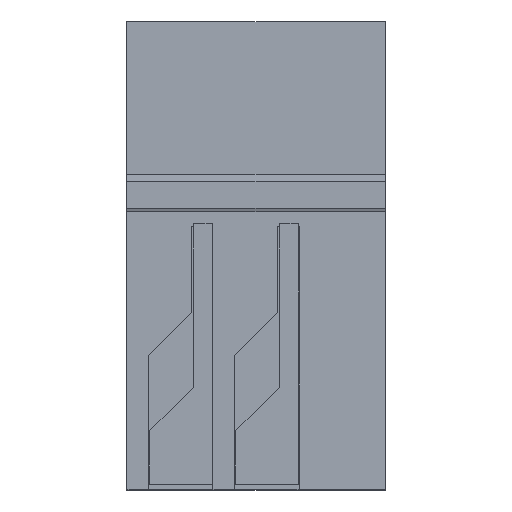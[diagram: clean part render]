
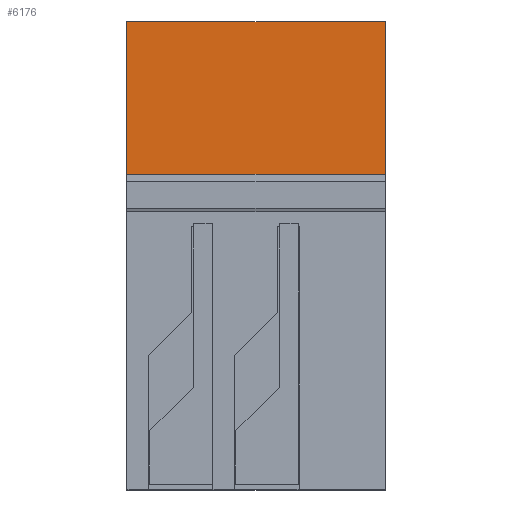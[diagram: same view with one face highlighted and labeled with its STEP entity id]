
A CAD part, top view. The second image highlights one B-rep face of the part: STEP entity #6176.
In plain terms, the highlighted planar face has unit normal (0, 0, 1).
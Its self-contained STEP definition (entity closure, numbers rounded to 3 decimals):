
#4665 = PLANE('',#4666);
#4666 = AXIS2_PLACEMENT_3D('',#4667,#4668,#4669);
#4667 = CARTESIAN_POINT('',(0.,-1.382,
    5.472));
#4668 = DIRECTION('',(1.,0.,0.));
#4669 = DIRECTION('',(0.,0.,1.));
#4721 = PLANE('',#4722);
#4722 = AXIS2_PLACEMENT_3D('',#4723,#4724,#4725);
#4723 = CARTESIAN_POINT('',(7.62,-1.382,5.472));
#4724 = DIRECTION('',(1.,0.,0.));
#4725 = DIRECTION('',(0.,0.,1.));
#5062 = VERTEX_POINT('',#5063);
#5063 = CARTESIAN_POINT('',(0.,5.4,11.));
#5077 = PLANE('',#5078);
#5078 = AXIS2_PLACEMENT_3D('',#5079,#5080,#5081);
#5079 = CARTESIAN_POINT('',(0.,5.4,0.)
  );
#5080 = DIRECTION('',(0.,-1.,0.));
#5081 = DIRECTION('',(0.,0.,1.));
#5089 = EDGE_CURVE('',#5062,#5090,#5092,.T.);
#5090 = VERTEX_POINT('',#5091);
#5091 = CARTESIAN_POINT('',(0.,0.9,11.));
#5092 = SURFACE_CURVE('',#5093,(#5097,#5104),.PCURVE_S1.);
#5093 = LINE('',#5094,#5095);
#5094 = CARTESIAN_POINT('',(0.,5.4,11.));
#5095 = VECTOR('',#5096,1.);
#5096 = DIRECTION('',(0.,-1.,0.));
#5097 = PCURVE('',#4665,#5098);
#5098 = DEFINITIONAL_REPRESENTATION('',(#5099),#5103);
#5099 = LINE('',#5100,#5101);
#5100 = CARTESIAN_POINT('',(5.528,-6.782));
#5101 = VECTOR('',#5102,1.);
#5102 = DIRECTION('',(0.,1.));
#5103 = ( GEOMETRIC_REPRESENTATION_CONTEXT(2) 
PARAMETRIC_REPRESENTATION_CONTEXT() REPRESENTATION_CONTEXT('2D SPACE',''
  ) );
#5104 = PCURVE('',#5105,#5110);
#5105 = PLANE('',#5106);
#5106 = AXIS2_PLACEMENT_3D('',#5107,#5108,#5109);
#5107 = CARTESIAN_POINT('',(0.,5.4,11.));
#5108 = DIRECTION('',(0.,0.,-1.));
#5109 = DIRECTION('',(0.,-1.,0.));
#5110 = DEFINITIONAL_REPRESENTATION('',(#5111),#5115);
#5111 = LINE('',#5112,#5113);
#5112 = CARTESIAN_POINT('',(0.,0.));
#5113 = VECTOR('',#5114,1.);
#5114 = DIRECTION('',(1.,0.));
#5115 = ( GEOMETRIC_REPRESENTATION_CONTEXT(2) 
PARAMETRIC_REPRESENTATION_CONTEXT() REPRESENTATION_CONTEXT('2D SPACE',''
  ) );
#5133 = PLANE('',#5134);
#5134 = AXIS2_PLACEMENT_3D('',#5135,#5136,#5137);
#5135 = CARTESIAN_POINT('',(0.,0.9,11.));
#5136 = DIRECTION('',(0.,-0.894,-0.447));
#5137 = DIRECTION('',(0.,-0.447,0.894));
#5899 = VERTEX_POINT('',#5900);
#5900 = CARTESIAN_POINT('',(7.62,5.4,11.));
#5921 = EDGE_CURVE('',#5899,#5922,#5924,.T.);
#5922 = VERTEX_POINT('',#5923);
#5923 = CARTESIAN_POINT('',(7.62,0.9,11.));
#5924 = SURFACE_CURVE('',#5925,(#5929,#5936),.PCURVE_S1.);
#5925 = LINE('',#5926,#5927);
#5926 = CARTESIAN_POINT('',(7.62,5.4,11.));
#5927 = VECTOR('',#5928,1.);
#5928 = DIRECTION('',(0.,-1.,0.));
#5929 = PCURVE('',#4721,#5930);
#5930 = DEFINITIONAL_REPRESENTATION('',(#5931),#5935);
#5931 = LINE('',#5932,#5933);
#5932 = CARTESIAN_POINT('',(5.528,-6.782));
#5933 = VECTOR('',#5934,1.);
#5934 = DIRECTION('',(0.,1.));
#5935 = ( GEOMETRIC_REPRESENTATION_CONTEXT(2) 
PARAMETRIC_REPRESENTATION_CONTEXT() REPRESENTATION_CONTEXT('2D SPACE',''
  ) );
#5936 = PCURVE('',#5105,#5937);
#5937 = DEFINITIONAL_REPRESENTATION('',(#5938),#5942);
#5938 = LINE('',#5939,#5940);
#5939 = CARTESIAN_POINT('',(0.,-7.62));
#5940 = VECTOR('',#5941,1.);
#5941 = DIRECTION('',(1.,0.));
#5942 = ( GEOMETRIC_REPRESENTATION_CONTEXT(2) 
PARAMETRIC_REPRESENTATION_CONTEXT() REPRESENTATION_CONTEXT('2D SPACE',''
  ) );
#6155 = EDGE_CURVE('',#5062,#5899,#6156,.T.);
#6156 = SURFACE_CURVE('',#6157,(#6161,#6168),.PCURVE_S1.);
#6157 = LINE('',#6158,#6159);
#6158 = CARTESIAN_POINT('',(0.,5.4,11.));
#6159 = VECTOR('',#6160,1.);
#6160 = DIRECTION('',(1.,0.,0.));
#6161 = PCURVE('',#5077,#6162);
#6162 = DEFINITIONAL_REPRESENTATION('',(#6163),#6167);
#6163 = LINE('',#6164,#6165);
#6164 = CARTESIAN_POINT('',(11.,0.));
#6165 = VECTOR('',#6166,1.);
#6166 = DIRECTION('',(0.,-1.));
#6167 = ( GEOMETRIC_REPRESENTATION_CONTEXT(2) 
PARAMETRIC_REPRESENTATION_CONTEXT() REPRESENTATION_CONTEXT('2D SPACE',''
  ) );
#6168 = PCURVE('',#5105,#6169);
#6169 = DEFINITIONAL_REPRESENTATION('',(#6170),#6174);
#6170 = LINE('',#6171,#6172);
#6171 = CARTESIAN_POINT('',(0.,0.));
#6172 = VECTOR('',#6173,1.);
#6173 = DIRECTION('',(0.,-1.));
#6174 = ( GEOMETRIC_REPRESENTATION_CONTEXT(2) 
PARAMETRIC_REPRESENTATION_CONTEXT() REPRESENTATION_CONTEXT('2D SPACE',''
  ) );
#6176 = ADVANCED_FACE('',(#6177),#5105,.F.);
#6177 = FACE_BOUND('',#6178,.F.);
#6178 = EDGE_LOOP('',(#6179,#6180,#6181,#6202));
#6179 = ORIENTED_EDGE('',*,*,#6155,.T.);
#6180 = ORIENTED_EDGE('',*,*,#5921,.T.);
#6181 = ORIENTED_EDGE('',*,*,#6182,.F.);
#6182 = EDGE_CURVE('',#5090,#5922,#6183,.T.);
#6183 = SURFACE_CURVE('',#6184,(#6188,#6195),.PCURVE_S1.);
#6184 = LINE('',#6185,#6186);
#6185 = CARTESIAN_POINT('',(0.,0.9,11.));
#6186 = VECTOR('',#6187,1.);
#6187 = DIRECTION('',(1.,0.,0.));
#6188 = PCURVE('',#5105,#6189);
#6189 = DEFINITIONAL_REPRESENTATION('',(#6190),#6194);
#6190 = LINE('',#6191,#6192);
#6191 = CARTESIAN_POINT('',(4.5,0.));
#6192 = VECTOR('',#6193,1.);
#6193 = DIRECTION('',(0.,-1.));
#6194 = ( GEOMETRIC_REPRESENTATION_CONTEXT(2) 
PARAMETRIC_REPRESENTATION_CONTEXT() REPRESENTATION_CONTEXT('2D SPACE',''
  ) );
#6195 = PCURVE('',#5133,#6196);
#6196 = DEFINITIONAL_REPRESENTATION('',(#6197),#6201);
#6197 = LINE('',#6198,#6199);
#6198 = CARTESIAN_POINT('',(0.,0.));
#6199 = VECTOR('',#6200,1.);
#6200 = DIRECTION('',(0.,-1.));
#6201 = ( GEOMETRIC_REPRESENTATION_CONTEXT(2) 
PARAMETRIC_REPRESENTATION_CONTEXT() REPRESENTATION_CONTEXT('2D SPACE',''
  ) );
#6202 = ORIENTED_EDGE('',*,*,#5089,.F.);
